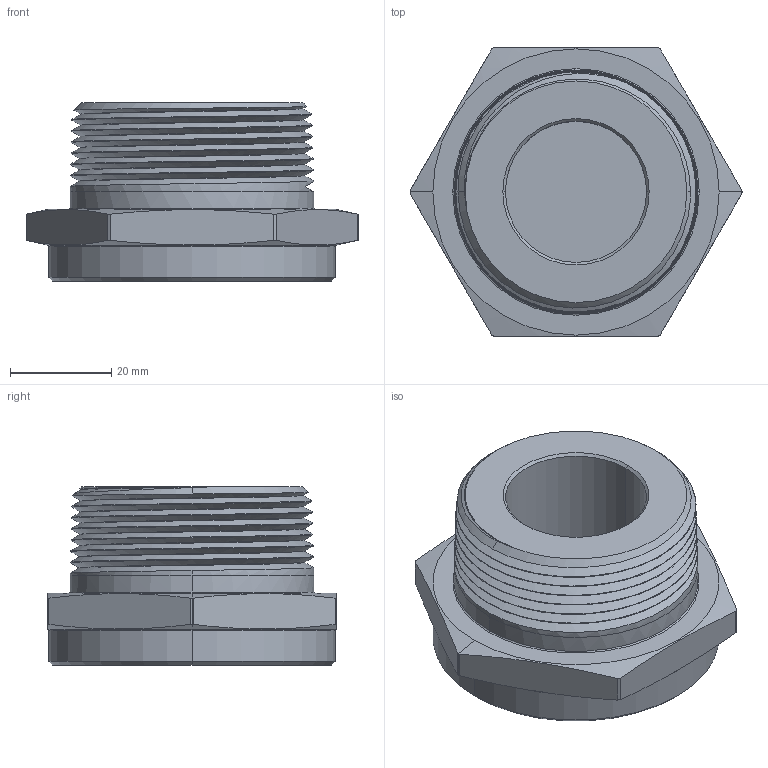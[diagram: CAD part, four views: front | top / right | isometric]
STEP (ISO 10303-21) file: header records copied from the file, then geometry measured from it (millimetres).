
FILE_DESCRIPTION (( 'STEP AP214' ), '1' );
FILE_NAME ('101018.step', '2013-08-23T19:28:29', ( '' ), ( '' ), 'SwSTEP 2.0', 'SolidWorks 2012', '' );
FILE_SCHEMA (( 'AUTOMOTIVE_DESIGN' ));
Length unit declared in the file: inch
Products named in the file (3): 402018; 403018_CUSTOMER; 101018
Assembly tree (2 placements, depth 2):
  101018
    403018_CUSTOMER
    402018
Bounding box: 65.69 x 57.15 x 35.31 mm (x, y, z)
Volume: 57734 mm3; surface area: 16863.7 mm2
Topology: 2 solids, 2 shells, 62 faces, 154 edges, 97 vertices
Faces by surface type: cone 26, cylinder 15, plane 14, torus 4, bspline 3
Entity records: 7773 total; most frequent: CARTESIAN_POINT 6252, ORIENTED_EDGE 308, DIRECTION 277, EDGE_CURVE 154, AXIS2_PLACEMENT_3D 113, VERTEX_POINT 97, EDGE_LOOP 65, FACE_OUTER_BOUND 62
